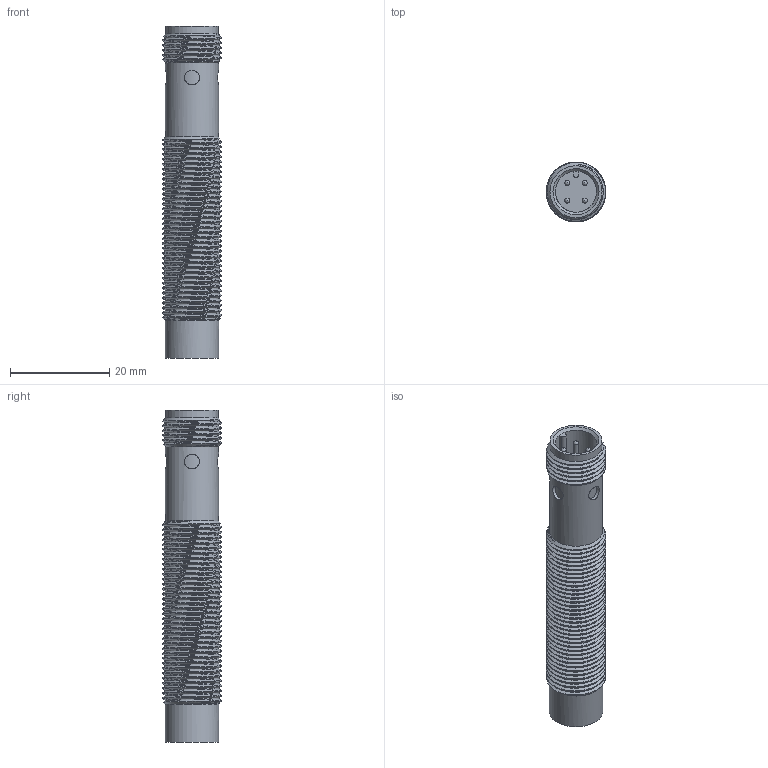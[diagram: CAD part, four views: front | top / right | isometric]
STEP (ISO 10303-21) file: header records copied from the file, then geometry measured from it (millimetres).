
FILE_DESCRIPTION(/* description */ (''),/* implementation_level */ '2;1');
FILE_NAME(/* name */ 'FCM2-1204X-XRU4.stp',/* time_stamp */ '2020-03-16T15:47:18+08:00',/* author */ (''),/* organization */ (''),/* preprocessor_version */ 'ST-DEVELOPER v16.7',/* originating_system */ 'SIEMENS PLM Software NX 12.0',/* authorisation */ '');
FILE_SCHEMA (('AUTOMOTIVE_DESIGN { 1 0 10303 214 3 1 1 1 }'));
Length unit declared in the file: millimetre
Products named in the file (1): FCM2-1204X-XRU4
Bounding box: 12 x 12 x 67 mm (x, y, z)
Volume: 6117.6 mm3; surface area: 3763.1 mm2
Topology: 1 solids, 1 shells, 40 faces, 101 edges, 67 vertices
Faces by surface type: cylinder 21, plane 6, cone 5, bspline 4, sphere 4
Full cylindrical faces by diameter (mm): 1 x4, 3 x4, 10.5 x1, 10.7 x1, 10.8 x1
Entity records: 11722 total; most frequent: CARTESIAN_POINT 10986, DIRECTION 138, ORIENTED_EDGE 120, EDGE_LOOP 65, AXIS2_PLACEMENT_3D 65, EDGE_CURVE 60, VERTEX_POINT 47, FACE_BOUND 43
